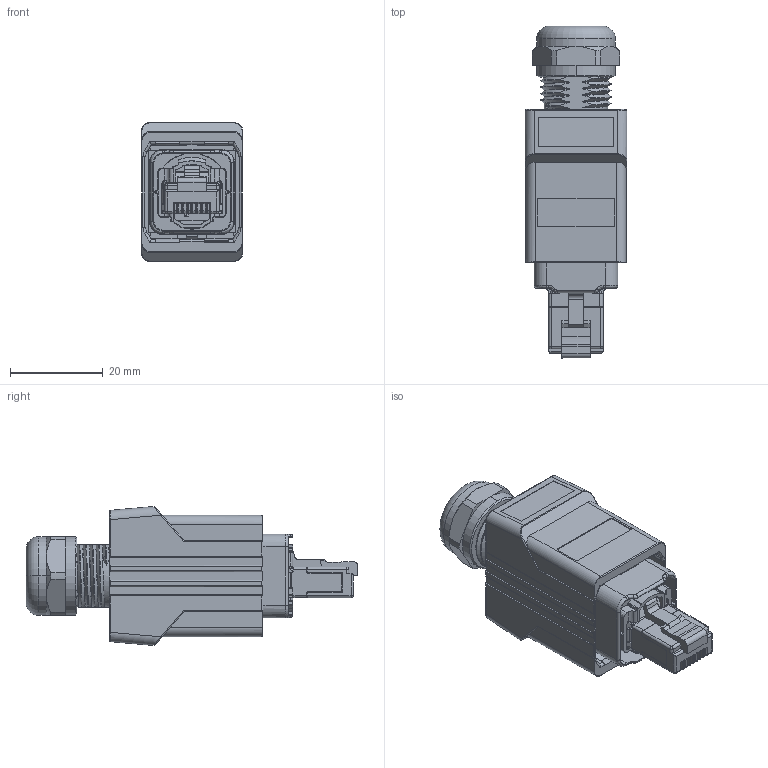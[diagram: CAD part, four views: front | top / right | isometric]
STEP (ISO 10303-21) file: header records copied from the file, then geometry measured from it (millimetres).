
FILE_DESCRIPTION(('Creo Elements/Direct Modeling STEP Export'),'2;1');
FILE_NAME('model.stp','2020-10-13T12:26:50',(''),(''),'Creo Elements/Direct Modeling STEP processor for AP214 (Solid Model)','Creo Elements/Direct Modeling 20.1A 29-Sep-2018 (C) Parametric Technology GmbH','');
FILE_SCHEMA(('AUTOMOTIVE_DESIGN { 1 0 10303 214 1 1 1 1 }'));
Products named in the file (2): VS-PPC-C1-RJ45-MNNA...
Assembly tree (1 placements, depth 2):
  VS-PPC-C1-RJ45-MNNA...
    VS-PPC-C1-RJ45-MNNA...
Bounding box: 22 x 71.69 x 30.01 mm (x, y, z)
Volume: 23640.9 mm3; surface area: 9276 mm2
Topology: 1 solids, 1 shells, 875 faces, 2430 edges, 1552 vertices
Faces by surface type: plane 424, cylinder 274, bspline 90, torus 31, extrusion 26, cone 25, sphere 5
Entity records: 52437 total; most frequent: CARTESIAN_POINT 24923, ORIENTED_EDGE 4842, DIRECTION 3749, EDGE_CURVE 2421, VERTEX_POINT 1552, VECTOR 1373, LINE 1348, AXIS2_PLACEMENT_3D 1188
